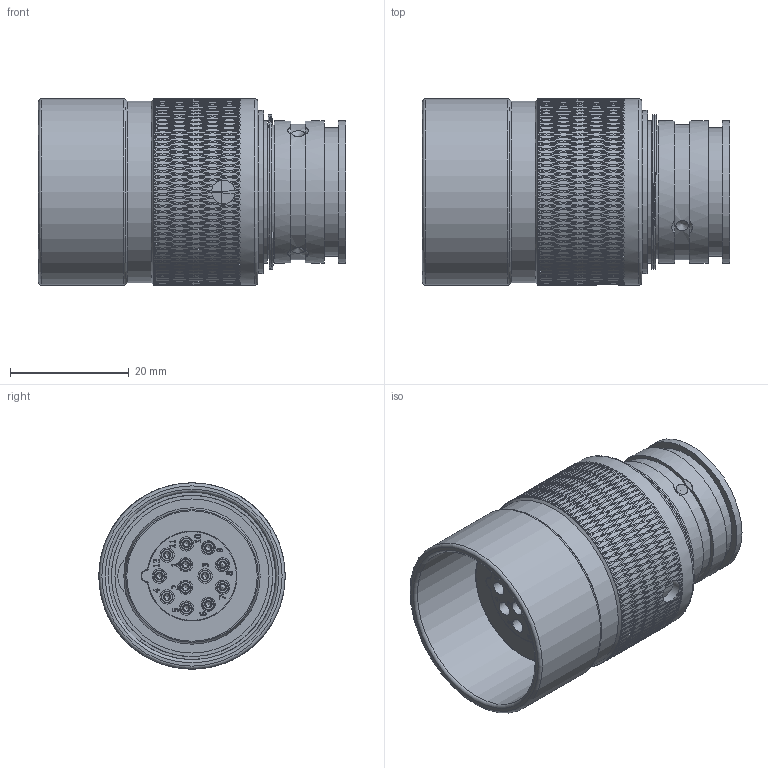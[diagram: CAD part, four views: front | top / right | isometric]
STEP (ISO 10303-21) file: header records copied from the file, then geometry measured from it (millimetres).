
FILE_DESCRIPTION(/* description */ (''),/* implementation_level */ '2;1');
FILE_NAME(/* name */ 'TrustLink MS CCP A 12 F.stp',/* time_stamp */ '2021-03-05T13:49:16+01:00',/* author */ ('sh'),/* organization */ (''),/* preprocessor_version */ 'ST-DEVELOPER v17.2',/* originating_system */ 'Autodesk Inventor 2019',/* authorisation */ '');
FILE_SCHEMA (('AUTOMOTIVE_DESIGN { 1 0 10303 214 3 1 1 }'));
Products named in the file (1): TrustLink MS CCP A 12 F_1
Bounding box: 51.8 x 31.4 x 31.4 mm (x, y, z)
Volume: 19082.3 mm3; surface area: 16673.2 mm2
Topology: 3 solids, 3 shells, 4086 faces, 11072 edges, 7324 vertices
Faces by surface type: bspline 2725, cylinder 811, plane 375, cone 129, torus 46
Full cylindrical faces by diameter (mm): 0.5 x12, 1.05 x12, 1.1 x12, 1.12 x12, 1.32 x12, 1.6 x12, 1.75 x12, 1.78 x12, 1.8 x24, 1.98 x12, 2.4 x12, 4 x1, 19 x1, 19.6 x1, 21.6 x1, 22.52 x2, 22.8 x1, 23 x1, 24 x4, 24.5 x3, 26 x1, 26.05 x1, 27.2 x1, 27.5 x2, 28.2 x2, 28.3 x2, 30.6 x1, 31.38 x1, 31.4 x2
Entity records: 241405 total; most frequent: CARTESIAN_POINT 156947, ORIENTED_EDGE 22090, EDGE_CURVE 11045, B_SPLINE_CURVE_WITH_KNOTS 7944, VERTEX_POINT 7324, DIRECTION 7138, EDGE_LOOP 4523, STYLED_ITEM 4087
